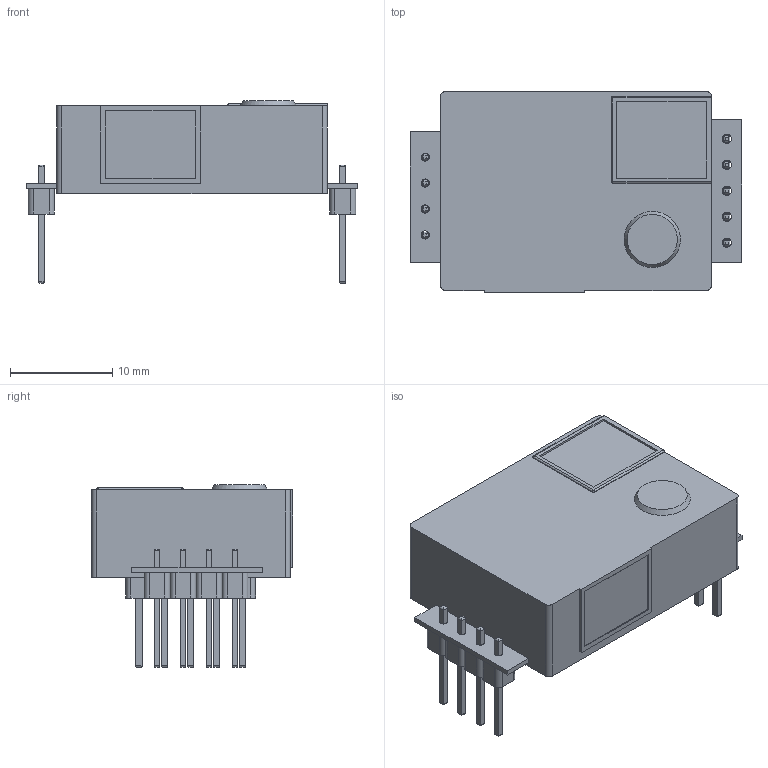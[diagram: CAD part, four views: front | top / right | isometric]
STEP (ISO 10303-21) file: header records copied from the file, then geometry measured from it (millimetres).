
FILE_DESCRIPTION(/* description */ (''),/* implementation_level */ '2;1');
FILE_NAME(/* name */ 'MHZ19B.step',/* time_stamp */ '2020-10-28T15:36:38+11:00',/* author */ (''),/* organization */ (''),/* preprocessor_version */ 'ST-DEVELOPER v18.1',/* originating_system */ 'Autodesk Translation Framework v9.3.0.1241',/* authorisation */ '');
FILE_SCHEMA (('AUTOMOTIVE_DESIGN { 1 0 10303 214 3 1 1 }'));
Length unit declared in the file: millimetre
Products named in the file (4): MHZ19B; pins; spacer; MHZ19B_1
Assembly tree (3 placements, depth 3):
  MHZ19B
    pins
      spacer
    MHZ19B_1
Bounding box: 32.5 x 19.7 x 17.88 mm (x, y, z)
Volume: 4673.1 mm3; surface area: 2586.4 mm2
Topology: 12 solids, 12 shells, 253 faces, 593 edges, 369 vertices
Faces by surface type: cylinder 135, plane 115, sphere 2, cone 1
Full cylindrical faces by diameter (mm): 0.8 x8, 0.9 x10
Entity records: 7401 total; most frequent: DIRECTION 1315, CARTESIAN_POINT 1223, ORIENTED_EDGE 1186, EDGE_CURVE 593, AXIS2_PLACEMENT_3D 461, LINE 393, VECTOR 393, VERTEX_POINT 369
